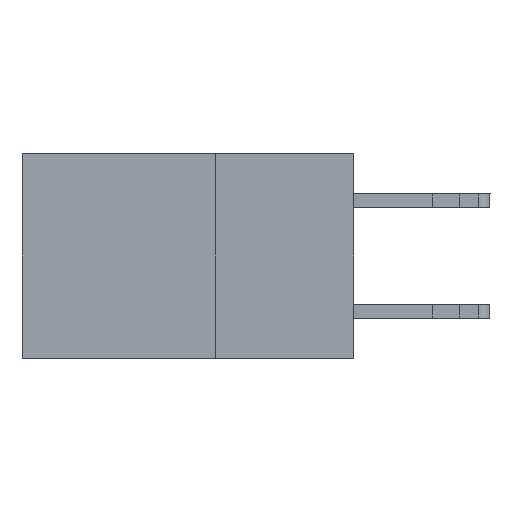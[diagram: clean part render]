
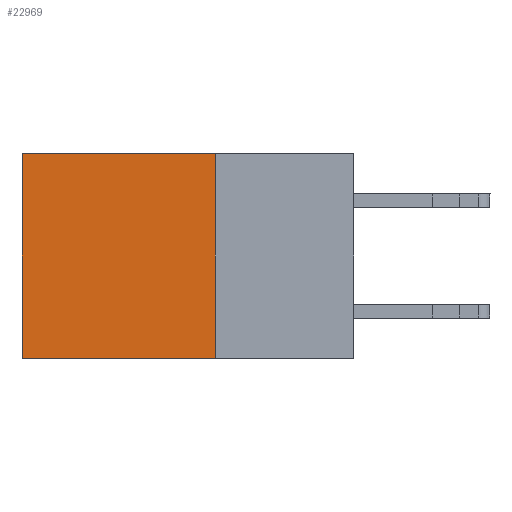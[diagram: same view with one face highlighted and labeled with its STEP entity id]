
A CAD part, left-side view. The second image highlights one B-rep face of the part: STEP entity #22969.
In plain terms, the highlighted planar face has unit normal (-1, 0, 0).
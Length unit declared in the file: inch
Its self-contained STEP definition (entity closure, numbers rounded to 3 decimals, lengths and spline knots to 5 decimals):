
#844 = LINE ( 'NONE', #7704, #9015 ) ;
#1450 = VERTEX_POINT ( 'NONE', #28007 ) ;
#2020 = CARTESIAN_POINT ( 'NONE',  ( 0.2875, 0.25, 0. ) ) ;
#3319 = ORIENTED_EDGE ( 'NONE', *, *, #5467, .T. ) ;
#3853 = VERTEX_POINT ( 'NONE', #2020 ) ;
#3888 = EDGE_CURVE ( 'NONE', #29364, #21233, #8885, .T. ) ;
#5467 = EDGE_CURVE ( 'NONE', #1450, #21233, #19384, .T. ) ;
#6377 = VECTOR ( 'NONE', #20325, 39.37008 ) ;
#6747 = CARTESIAN_POINT ( 'NONE',  ( 0.2875, 0.25, -0.37 ) ) ;
#7704 = CARTESIAN_POINT ( 'NONE',  ( 0.2875, 0.25, 0. ) ) ;
#7905 = VECTOR ( 'NONE', #27122, 39.37008 ) ;
#8885 = LINE ( 'NONE', #6747, #6377 ) ;
#8901 = FACE_OUTER_BOUND ( 'NONE', #23512, .T. ) ;
#9015 = VECTOR ( 'NONE', #28846, 39.37008 ) ;
#11202 = CARTESIAN_POINT ( 'NONE',  ( 0.2875, 0.25, 0. ) ) ;
#11787 = LINE ( 'NONE', #23941, #20874 ) ;
#13488 = DIRECTION ( 'NONE',  ( 1., 0., 0. ) ) ;
#16512 = DIRECTION ( 'NONE',  ( 0., 0., -1. ) ) ;
#16912 = EDGE_CURVE ( 'NONE', #3853, #1450, #844, .T. ) ;
#17454 = ORIENTED_EDGE ( 'NONE', *, *, #16912, .T. ) ;
#17962 = AXIS2_PLACEMENT_3D ( 'NONE', #11202, #13488, #29899 ) ;
#19384 = LINE ( 'NONE', #22262, #7905 ) ;
#20325 = DIRECTION ( 'NONE',  ( 0., 1., 0. ) ) ;
#20372 = ORIENTED_EDGE ( 'NONE', *, *, #3888, .F. ) ;
#20874 = VECTOR ( 'NONE', #16512, 39.37008 ) ;
#20998 = ORIENTED_EDGE ( 'NONE', *, *, #23118, .F. ) ;
#21233 = VERTEX_POINT ( 'NONE', #28874 ) ;
#22262 = CARTESIAN_POINT ( 'NONE',  ( 0.2875, 0.6, 0. ) ) ;
#22969 = ADVANCED_FACE ( 'NONE', ( #8901 ), #25324, .F. ) ;
#23118 = EDGE_CURVE ( 'NONE', #3853, #29364, #11787, .T. ) ;
#23512 = EDGE_LOOP ( 'NONE', ( #3319, #20372, #20998, #17454 ) ) ;
#23941 = CARTESIAN_POINT ( 'NONE',  ( 0.2875, 0.25, 0. ) ) ;
#25324 = PLANE ( 'NONE',  #17962 ) ;
#25712 = CARTESIAN_POINT ( 'NONE',  ( 0.2875, 0.25, -0.37 ) ) ;
#27122 = DIRECTION ( 'NONE',  ( 0., 0., -1. ) ) ;
#28007 = CARTESIAN_POINT ( 'NONE',  ( 0.2875, 0.6, 0. ) ) ;
#28846 = DIRECTION ( 'NONE',  ( 0., 1., 0. ) ) ;
#28874 = CARTESIAN_POINT ( 'NONE',  ( 0.2875, 0.6, -0.37 ) ) ;
#29364 = VERTEX_POINT ( 'NONE', #25712 ) ;
#29899 = DIRECTION ( 'NONE',  ( 0., 0., -1. ) ) ;
